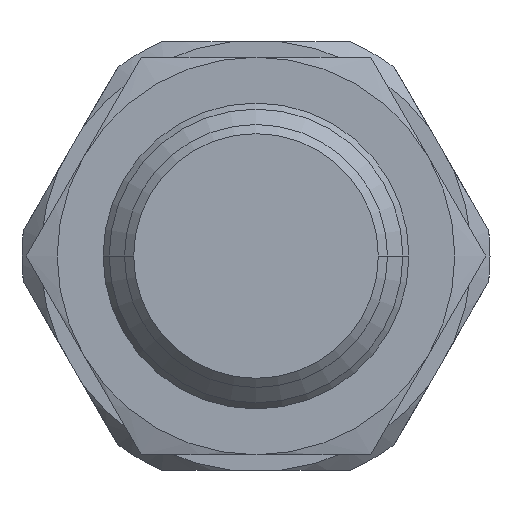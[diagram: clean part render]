
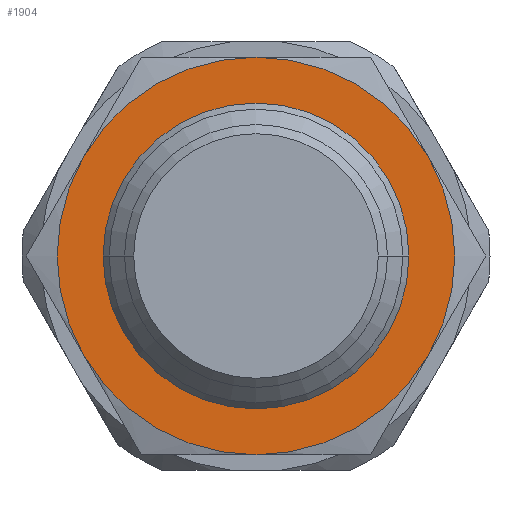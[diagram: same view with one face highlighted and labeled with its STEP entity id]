
A CAD part, front view. The second image highlights one B-rep face of the part: STEP entity #1904.
In plain terms, the highlighted planar face has unit normal (0, -1, 0).
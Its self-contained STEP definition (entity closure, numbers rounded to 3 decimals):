
#593=CARTESIAN_POINT('',(0.,0.,0.));
#594=DIRECTION('',(0.,1.,0.));
#595=DIRECTION('',(0.,0.,1.));
#596=AXIS2_PLACEMENT_3D('',#593,#594,#595);
#598=CARTESIAN_POINT('',(0.,0.,0.));
#599=DIRECTION('',(0.,1.,0.));
#600=DIRECTION('',(0.866,0.,0.5));
#601=AXIS2_PLACEMENT_3D('',#598,#599,#600);
#603=CARTESIAN_POINT('',(0.,0.,0.));
#604=DIRECTION('',(0.,1.,0.));
#605=DIRECTION('',(0.866,0.,-0.5));
#606=AXIS2_PLACEMENT_3D('',#603,#604,#605);
#608=CARTESIAN_POINT('',(0.,0.,0.));
#609=DIRECTION('',(0.,1.,0.));
#610=DIRECTION('',(0.,0.,-1.));
#611=AXIS2_PLACEMENT_3D('',#608,#609,#610);
#613=CARTESIAN_POINT('',(0.,0.,0.));
#614=DIRECTION('',(0.,1.,0.));
#615=DIRECTION('',(-0.866,0.,-0.5));
#616=AXIS2_PLACEMENT_3D('',#613,#614,#615);
#618=CARTESIAN_POINT('',(0.,0.,0.));
#619=DIRECTION('',(0.,-1.,0.));
#620=DIRECTION('',(-1.,0.,0.));
#621=AXIS2_PLACEMENT_3D('',#618,#619,#620);
#623=CARTESIAN_POINT('',(0.,0.,0.));
#624=DIRECTION('',(0.,1.,0.));
#625=DIRECTION('',(-1.,0.,0.));
#626=AXIS2_PLACEMENT_3D('',#623,#624,#625);
#720=CARTESIAN_POINT('',(0.,0.,0.));
#721=DIRECTION('',(0.,1.,0.));
#722=DIRECTION('',(-0.866,0.,0.5));
#723=AXIS2_PLACEMENT_3D('',#720,#721,#722);
#964=CARTESIAN_POINT('',(-5.,0.,0.));
#965=VERTEX_POINT('',#964);
#970=CARTESIAN_POINT('',(5.,0.,0.));
#971=VERTEX_POINT('',#970);
#972=CARTESIAN_POINT('',(0.,0.,6.5));
#973=CARTESIAN_POINT('',(5.629,0.,3.25));
#974=VERTEX_POINT('',#972);
#975=VERTEX_POINT('',#973);
#976=CARTESIAN_POINT('',(5.629,0.,-3.25));
#977=VERTEX_POINT('',#976);
#982=CARTESIAN_POINT('',(-5.629,0.,3.25));
#983=VERTEX_POINT('',#982);
#1016=CARTESIAN_POINT('',(0.,0.,-6.5));
#1017=VERTEX_POINT('',#1016);
#1018=CARTESIAN_POINT('',(-5.629,0.,-3.25));
#1019=VERTEX_POINT('',#1018);
#1884=CARTESIAN_POINT('',(0.,0.,0.));
#1885=DIRECTION('',(0.,-1.,0.));
#1886=DIRECTION('',(-1.,0.,0.));
#1887=AXIS2_PLACEMENT_3D('',#1884,#1885,#1886);
#1888=PLANE('',#1887);
#1889=ORIENTED_EDGE('',*,*,#1821,.T.);
#1890=ORIENTED_EDGE('',*,*,#1835,.T.);
#1891=ORIENTED_EDGE('',*,*,#1849,.T.);
#1892=ORIENTED_EDGE('',*,*,#1863,.T.);
#1893=ORIENTED_EDGE('',*,*,#1876,.T.);
#1895=ORIENTED_EDGE('',*,*,#1894,.T.);
#1896=EDGE_LOOP('',(#1889,#1890,#1891,#1892,#1893,#1895));
#1897=FACE_OUTER_BOUND('',#1896,.F.);
#1899=ORIENTED_EDGE('',*,*,#1898,.T.);
#1901=ORIENTED_EDGE('',*,*,#1900,.F.);
#1902=EDGE_LOOP('',(#1899,#1901));
#1903=FACE_BOUND('',#1902,.F.);
#1904=ADVANCED_FACE('',(#1897,#1903),#1888,.T.);
#597=CIRCLE('',#596,6.5);
#602=CIRCLE('',#601,6.5);
#607=CIRCLE('',#606,6.5);
#612=CIRCLE('',#611,6.5);
#617=CIRCLE('',#616,6.5);
#622=CIRCLE('',#621,5.);
#627=CIRCLE('',#626,5.);
#724=CIRCLE('',#723,6.5);
#1821=EDGE_CURVE('',#974,#975,#597,.T.);
#1835=EDGE_CURVE('',#975,#977,#602,.T.);
#1849=EDGE_CURVE('',#977,#1017,#607,.T.);
#1863=EDGE_CURVE('',#1017,#1019,#612,.T.);
#1876=EDGE_CURVE('',#1019,#983,#617,.T.);
#1894=EDGE_CURVE('',#983,#974,#724,.T.);
#1898=EDGE_CURVE('',#965,#971,#622,.T.);
#1900=EDGE_CURVE('',#965,#971,#627,.T.);
